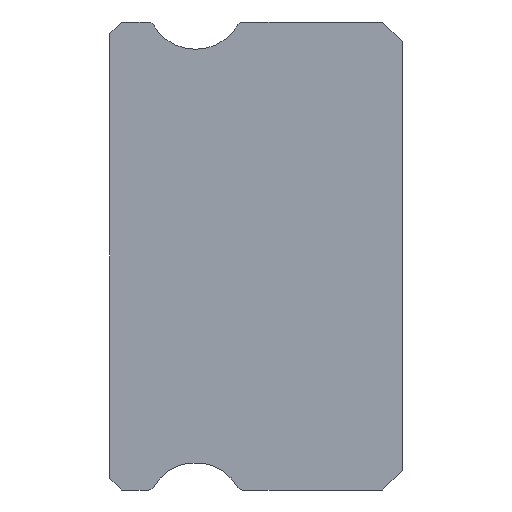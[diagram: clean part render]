
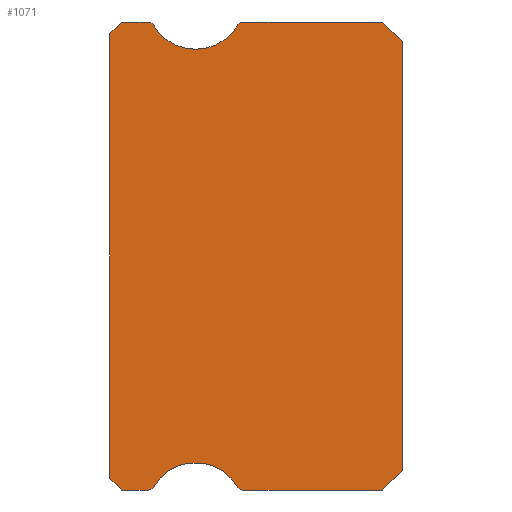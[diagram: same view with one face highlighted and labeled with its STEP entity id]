
A CAD part, left-side view. The second image highlights one B-rep face of the part: STEP entity #1071.
In plain terms, the highlighted planar face has unit normal (-1, 0, 0).
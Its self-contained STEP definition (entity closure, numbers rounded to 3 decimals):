
#2 = CARTESIAN_POINT ( 'NONE',  ( -7.5, 7.5, 5.85 ) ) ;
#14 = CARTESIAN_POINT ( 'NONE',  ( -7.5, 7.2, 6. ) ) ;
#83 = EDGE_CURVE ( 'NONE', #1122, #2770, #2367, .T. ) ;
#95 = DIRECTION ( 'NONE',  ( -1., 0., 0. ) ) ;
#176 = ORIENTED_EDGE ( 'NONE', *, *, #1599, .F. ) ;
#215 = CARTESIAN_POINT ( 'NONE',  ( -7.5, 7.5, 5.7 ) ) ;
#219 = DIRECTION ( 'NONE',  ( 0., 0., -1. ) ) ;
#223 = VERTEX_POINT ( 'NONE', #2417 ) ;
#230 = CARTESIAN_POINT ( 'NONE',  ( -7.5, 4.088, -5.85 ) ) ;
#285 = VERTEX_POINT ( 'NONE', #2791 ) ;
#289 = VERTEX_POINT ( 'NONE', #1236 ) ;
#293 = EDGE_CURVE ( 'NONE', #2313, #2855, #4495, .T. ) ;
#330 = VECTOR ( 'NONE', #1634, 1000. ) ;
#431 = CARTESIAN_POINT ( 'NONE',  ( -7.5, 0., 5.5 ) ) ;
#514 = AXIS2_PLACEMENT_3D ( 'NONE', #2239, #3875, #804 ) ;
#562 = ORIENTED_EDGE ( 'NONE', *, *, #83, .F. ) ;
#582 = DIRECTION ( 'NONE',  ( 0., 0., -1. ) ) ;
#600 = CARTESIAN_POINT ( 'NONE',  ( -7.5, 0.5, 6. ) ) ;
#614 = PLANE ( 'NONE',  #514 ) ;
#658 = CIRCLE ( 'NONE', #4327, 0.15 ) ;
#666 = AXIS2_PLACEMENT_3D ( 'NONE', #2667, #2639, #1896 ) ;
#680 = EDGE_CURVE ( 'NONE', #2542, #2054, #658, .T. ) ;
#696 = CARTESIAN_POINT ( 'NONE',  ( -7.5, 0.5, -6. ) ) ;
#762 = DIRECTION ( 'NONE',  ( 0., -0.707, -0.707 ) ) ;
#768 = CARTESIAN_POINT ( 'NONE',  ( -7.5, 6.512, 5.85 ) ) ;
#804 = DIRECTION ( 'NONE',  ( 0., 0., -1. ) ) ;
#826 = ORIENTED_EDGE ( 'NONE', *, *, #3948, .F. ) ;
#863 = ORIENTED_EDGE ( 'NONE', *, *, #3692, .T. ) ;
#918 = VECTOR ( 'NONE', #2703, 1000. ) ;
#1071 = ADVANCED_FACE ( 'NONE', ( #2620 ), #614, .F. ) ;
#1122 = VERTEX_POINT ( 'NONE', #2930 ) ;
#1166 = DIRECTION ( 'NONE',  ( 0., 1., 0. ) ) ;
#1167 = DIRECTION ( 'NONE',  ( 0., -1., 0. ) ) ;
#1236 = CARTESIAN_POINT ( 'NONE',  ( -7.5, 6.512, 6. ) ) ;
#1310 = EDGE_CURVE ( 'NONE', #1428, #1122, #5269, .T. ) ;
#1428 = VERTEX_POINT ( 'NONE', #3386 ) ;
#1455 = DIRECTION ( 'NONE',  ( 1., 0., 0. ) ) ;
#1474 = EDGE_CURVE ( 'NONE', #5243, #3518, #4833, .T. ) ;
#1513 = CARTESIAN_POINT ( 'NONE',  ( -7.5, 6.383, 5.925 ) ) ;
#1560 = DIRECTION ( 'NONE',  ( 0., -1., 0. ) ) ;
#1599 = EDGE_CURVE ( 'NONE', #289, #5220, #4581, .T. ) ;
#1626 = LINE ( 'NONE', #14, #4949 ) ;
#1634 = DIRECTION ( 'NONE',  ( 0., 1., 0. ) ) ;
#1725 = CARTESIAN_POINT ( 'NONE',  ( -7.5, 7.2, -6. ) ) ;
#1840 = CARTESIAN_POINT ( 'NONE',  ( -7.5, 0., -5.5 ) ) ;
#1874 = ORIENTED_EDGE ( 'NONE', *, *, #4890, .F. ) ;
#1896 = DIRECTION ( 'NONE',  ( 0., 0., -1. ) ) ;
#1917 = LINE ( 'NONE', #3284, #330 ) ;
#1939 = VECTOR ( 'NONE', #1167, 1000. ) ;
#1960 = VECTOR ( 'NONE', #1560, 1000. ) ;
#2019 = EDGE_CURVE ( 'NONE', #285, #4924, #3425, .T. ) ;
#2054 = VERTEX_POINT ( 'NONE', #3624 ) ;
#2148 = DIRECTION ( 'NONE',  ( 1., 0., 0. ) ) ;
#2208 = AXIS2_PLACEMENT_3D ( 'NONE', #2217, #2940, #3351 ) ;
#2217 = CARTESIAN_POINT ( 'NONE',  ( -7.5, 5.3, 6.55 ) ) ;
#2239 = CARTESIAN_POINT ( 'NONE',  ( -7.5, 6.512, 5.85 ) ) ;
#2277 = AXIS2_PLACEMENT_3D ( 'NONE', #2903, #95, #4531 ) ;
#2292 = ORIENTED_EDGE ( 'NONE', *, *, #293, .T. ) ;
#2313 = VERTEX_POINT ( 'NONE', #4109 ) ;
#2317 = VERTEX_POINT ( 'NONE', #2873 ) ;
#2328 = ORIENTED_EDGE ( 'NONE', *, *, #2019, .T. ) ;
#2364 = VECTOR ( 'NONE', #5049, 1000. ) ;
#2367 = LINE ( 'NONE', #4879, #1939 ) ;
#2417 = CARTESIAN_POINT ( 'NONE',  ( -7.5, 4.088, -6. ) ) ;
#2458 = ORIENTED_EDGE ( 'NONE', *, *, #5126, .F. ) ;
#2479 = VECTOR ( 'NONE', #4141, 1000. ) ;
#2540 = ORIENTED_EDGE ( 'NONE', *, *, #680, .F. ) ;
#2542 = VERTEX_POINT ( 'NONE', #4334 ) ;
#2597 = ORIENTED_EDGE ( 'NONE', *, *, #5277, .F. ) ;
#2610 = CARTESIAN_POINT ( 'NONE',  ( -7.5, 4.088, 5.85 ) ) ;
#2620 = FACE_OUTER_BOUND ( 'NONE', #4905, .T. ) ;
#2639 = DIRECTION ( 'NONE',  ( -1., 0., 0. ) ) ;
#2667 = CARTESIAN_POINT ( 'NONE',  ( -7.5, 5.3, 6.55 ) ) ;
#2703 = DIRECTION ( 'NONE',  ( 0., -0.707, -0.707 ) ) ;
#2770 = VERTEX_POINT ( 'NONE', #4447 ) ;
#2791 = CARTESIAN_POINT ( 'NONE',  ( -7.5, 7.2, 6. ) ) ;
#2816 = EDGE_CURVE ( 'NONE', #3518, #223, #1917, .T. ) ;
#2855 = VERTEX_POINT ( 'NONE', #1725 ) ;
#2873 = CARTESIAN_POINT ( 'NONE',  ( -7.5, 4.217, -5.925 ) ) ;
#2893 = LINE ( 'NONE', #2, #2479 ) ;
#2902 = DIRECTION ( 'NONE',  ( 1., 0., 0. ) ) ;
#2903 = CARTESIAN_POINT ( 'NONE',  ( -7.5, 5.3, -6.55 ) ) ;
#2930 = CARTESIAN_POINT ( 'NONE',  ( -7.5, 4.088, 6. ) ) ;
#2940 = DIRECTION ( 'NONE',  ( -1., 0., 0. ) ) ;
#3066 = EDGE_CURVE ( 'NONE', #5243, #3818, #3731, .T. ) ;
#3102 = DIRECTION ( 'NONE',  ( 0., 0.707, -0.707 ) ) ;
#3142 = ORIENTED_EDGE ( 'NONE', *, *, #2816, .F. ) ;
#3143 = CIRCLE ( 'NONE', #5035, 0.15 ) ;
#3182 = CARTESIAN_POINT ( 'NONE',  ( -7.5, 5.3, 5.3 ) ) ;
#3284 = CARTESIAN_POINT ( 'NONE',  ( -7.5, 6.512, -6. ) ) ;
#3351 = DIRECTION ( 'NONE',  ( 0., 0., -1. ) ) ;
#3386 = CARTESIAN_POINT ( 'NONE',  ( -7.5, 4.217, 5.925 ) ) ;
#3394 = AXIS2_PLACEMENT_3D ( 'NONE', #768, #2902, #4125 ) ;
#3414 = CIRCLE ( 'NONE', #2208, 1.25 ) ;
#3425 = LINE ( 'NONE', #215, #2364 ) ;
#3518 = VERTEX_POINT ( 'NONE', #696 ) ;
#3548 = CARTESIAN_POINT ( 'NONE',  ( -7.5, 6.512, -6. ) ) ;
#3557 = EDGE_CURVE ( 'NONE', #2855, #2054, #4818, .T. ) ;
#3624 = CARTESIAN_POINT ( 'NONE',  ( -7.5, 6.512, -6. ) ) ;
#3692 = EDGE_CURVE ( 'NONE', #289, #285, #1626, .T. ) ;
#3731 = LINE ( 'NONE', #431, #4875 ) ;
#3818 = VERTEX_POINT ( 'NONE', #3844 ) ;
#3827 = CIRCLE ( 'NONE', #2277, 1.25 ) ;
#3830 = VECTOR ( 'NONE', #762, 1000. ) ;
#3844 = CARTESIAN_POINT ( 'NONE',  ( -7.5, 0., 5.5 ) ) ;
#3848 = CARTESIAN_POINT ( 'NONE',  ( -7.5, 6.512, -5.85 ) ) ;
#3863 = DIRECTION ( 'NONE',  ( 0., 0., -1. ) ) ;
#3875 = DIRECTION ( 'NONE',  ( 1., 0., 0. ) ) ;
#3894 = AXIS2_PLACEMENT_3D ( 'NONE', #2610, #2148, #3863 ) ;
#3937 = LINE ( 'NONE', #600, #918 ) ;
#3948 = EDGE_CURVE ( 'NONE', #5220, #4585, #4423, .T. ) ;
#4103 = CARTESIAN_POINT ( 'NONE',  ( -7.5, 7.2, -6. ) ) ;
#4109 = CARTESIAN_POINT ( 'NONE',  ( -7.5, 7.5, -5.7 ) ) ;
#4125 = DIRECTION ( 'NONE',  ( 0., 0., -1. ) ) ;
#4132 = DIRECTION ( 'NONE',  ( 0., 0., 1. ) ) ;
#4141 = DIRECTION ( 'NONE',  ( 0., 0., 1. ) ) ;
#4200 = CARTESIAN_POINT ( 'NONE',  ( -7.5, 7.5, 5.7 ) ) ;
#4239 = EDGE_CURVE ( 'NONE', #2317, #2542, #3827, .T. ) ;
#4242 = DIRECTION ( 'NONE',  ( 1., 0., 0. ) ) ;
#4327 = AXIS2_PLACEMENT_3D ( 'NONE', #3848, #4242, #582 ) ;
#4334 = CARTESIAN_POINT ( 'NONE',  ( -7.5, 6.383, -5.925 ) ) ;
#4343 = EDGE_CURVE ( 'NONE', #2770, #3818, #3937, .T. ) ;
#4407 = VECTOR ( 'NONE', #3102, 1000. ) ;
#4423 = CIRCLE ( 'NONE', #666, 1.25 ) ;
#4447 = CARTESIAN_POINT ( 'NONE',  ( -7.5, 0.5, 6. ) ) ;
#4495 = LINE ( 'NONE', #4103, #3830 ) ;
#4531 = DIRECTION ( 'NONE',  ( 0., 0., -1. ) ) ;
#4581 = CIRCLE ( 'NONE', #3394, 0.15 ) ;
#4585 = VERTEX_POINT ( 'NONE', #3182 ) ;
#4592 = ORIENTED_EDGE ( 'NONE', *, *, #3066, .T. ) ;
#4766 = CARTESIAN_POINT ( 'NONE',  ( -7.5, 0., -5.5 ) ) ;
#4818 = LINE ( 'NONE', #3548, #1960 ) ;
#4833 = LINE ( 'NONE', #1840, #4407 ) ;
#4875 = VECTOR ( 'NONE', #4132, 1000. ) ;
#4879 = CARTESIAN_POINT ( 'NONE',  ( -7.5, 6.512, 6. ) ) ;
#4890 = EDGE_CURVE ( 'NONE', #4585, #1428, #3414, .T. ) ;
#4905 = EDGE_LOOP ( 'NONE', ( #2328, #2597, #2292, #5010, #2540, #5069, #2458, #3142, #5242, #4592, #5129, #562, #5051, #1874, #826, #176, #863 ) ) ;
#4924 = VERTEX_POINT ( 'NONE', #4200 ) ;
#4949 = VECTOR ( 'NONE', #1166, 1000. ) ;
#5010 = ORIENTED_EDGE ( 'NONE', *, *, #3557, .T. ) ;
#5035 = AXIS2_PLACEMENT_3D ( 'NONE', #230, #1455, #219 ) ;
#5049 = DIRECTION ( 'NONE',  ( 0., 0.707, -0.707 ) ) ;
#5051 = ORIENTED_EDGE ( 'NONE', *, *, #1310, .F. ) ;
#5069 = ORIENTED_EDGE ( 'NONE', *, *, #4239, .F. ) ;
#5126 = EDGE_CURVE ( 'NONE', #223, #2317, #3143, .T. ) ;
#5129 = ORIENTED_EDGE ( 'NONE', *, *, #4343, .F. ) ;
#5220 = VERTEX_POINT ( 'NONE', #1513 ) ;
#5242 = ORIENTED_EDGE ( 'NONE', *, *, #1474, .F. ) ;
#5243 = VERTEX_POINT ( 'NONE', #4766 ) ;
#5269 = CIRCLE ( 'NONE', #3894, 0.15 ) ;
#5277 = EDGE_CURVE ( 'NONE', #2313, #4924, #2893, .T. ) ;
